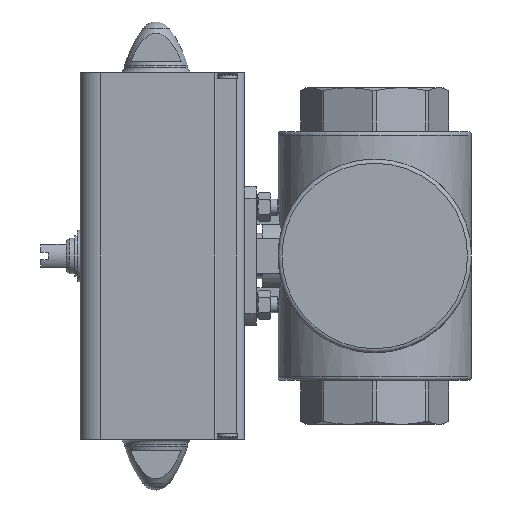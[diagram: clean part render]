
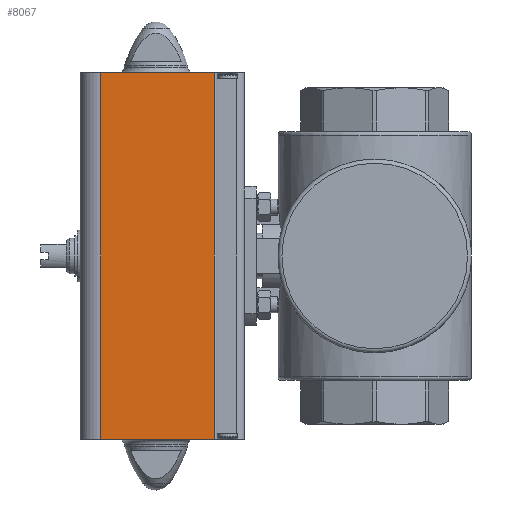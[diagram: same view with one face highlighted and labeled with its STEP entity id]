
A CAD part, left-side view. The second image highlights one B-rep face of the part: STEP entity #8067.
In plain terms, the highlighted planar face has unit normal (-1, 0, 0).
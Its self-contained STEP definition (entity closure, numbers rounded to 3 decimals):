
#259=PLANE('',#8862);
#754=LINE('',#13327,#1380);
#755=LINE('',#13330,#1381);
#756=LINE('',#13332,#1382);
#757=LINE('',#13334,#1383);
#1380=VECTOR('',#10562,1000.);
#1381=VECTOR('',#10563,1000.);
#1382=VECTOR('',#10564,1000.);
#1383=VECTOR('',#10565,1000.);
#3348=ORIENTED_EDGE('',*,*,#5009,.T.);
#3349=ORIENTED_EDGE('',*,*,#5010,.F.);
#3350=ORIENTED_EDGE('',*,*,#5011,.F.);
#3351=ORIENTED_EDGE('',*,*,#5012,.T.);
#5009=EDGE_CURVE('',#5924,#5925,#754,.T.);
#5010=EDGE_CURVE('',#5926,#5925,#755,.T.);
#5011=EDGE_CURVE('',#5927,#5926,#756,.T.);
#5012=EDGE_CURVE('',#5927,#5924,#757,.T.);
#5924=VERTEX_POINT('',#13328);
#5925=VERTEX_POINT('',#13329);
#5926=VERTEX_POINT('',#13331);
#5927=VERTEX_POINT('',#13333);
#6654=EDGE_LOOP('',(#3348,#3349,#3350,#3351));
#7341=FACE_BOUND('',#6654,.T.);
#8067=ADVANCED_FACE('',(#7341),#259,.F.);
#8862=AXIS2_PLACEMENT_3D('',#13326,#10560,#10561);
#10560=DIRECTION('',(1.,0.,0.));
#10561=DIRECTION('',(0.,0.,-1.));
#10562=DIRECTION('',(0.,-1.,0.));
#10563=DIRECTION('',(0.,0.,-1.));
#10564=DIRECTION('',(0.,-1.,0.));
#10565=DIRECTION('',(0.,0.,-1.));
#13326=CARTESIAN_POINT('',(-38.5,28.1,92.8));
#13327=CARTESIAN_POINT('',(-38.5,28.1,-92.8));
#13328=CARTESIAN_POINT('',(-38.5,28.1,-92.8));
#13329=CARTESIAN_POINT('',(-38.5,-29.6,-92.8));
#13330=CARTESIAN_POINT('',(-38.5,-29.6,92.8));
#13331=CARTESIAN_POINT('',(-38.5,-29.6,92.8));
#13332=CARTESIAN_POINT('',(-38.5,28.1,92.8));
#13333=CARTESIAN_POINT('',(-38.5,28.1,92.8));
#13334=CARTESIAN_POINT('',(-38.5,28.1,92.8));
